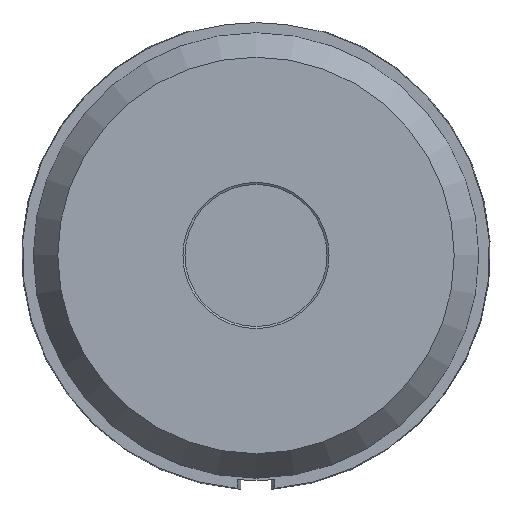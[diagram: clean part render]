
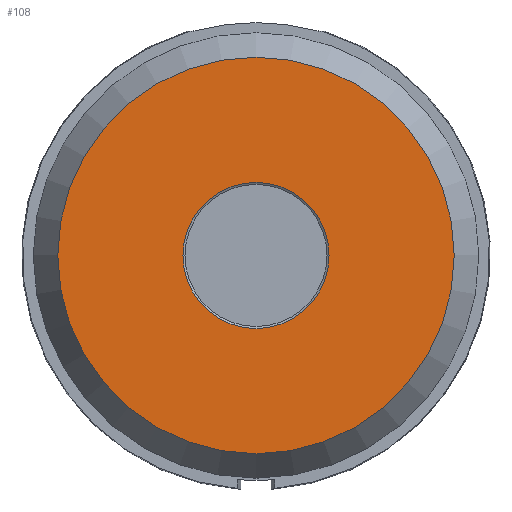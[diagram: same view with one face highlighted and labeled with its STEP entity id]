
A CAD part, front view. The second image highlights one B-rep face of the part: STEP entity #108.
In plain terms, the highlighted planar face has unit normal (0, -1, 0).
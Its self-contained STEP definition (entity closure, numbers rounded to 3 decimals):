
#108=ADVANCED_FACE('',(#128,#129),#130,.F.);
#128=FACE_BOUND('',#163,.T.);
#129=FACE_OUTER_BOUND('',#164,.T.);
#130=PLANE('',#165);
#163=EDGE_LOOP('',(#207));
#164=EDGE_LOOP('',(#208));
#165=AXIS2_PLACEMENT_3D('',#209,#210,#211);
#207=ORIENTED_EDGE('',*,*,#299,.F.);
#208=ORIENTED_EDGE('',*,*,#300,.T.);
#209=CARTESIAN_POINT('',(-13.341,6.772,0.0));
#210=DIRECTION('',(0.0,1.0,0.0));
#211=DIRECTION('',(0.0,0.0,1.0));
#299=EDGE_CURVE('',#333,#333,#334,.T.);
#300=EDGE_CURVE('',#335,#335,#336,.T.);
#333=VERTEX_POINT('',#387);
#334=CIRCLE('',#388,7.186);
#335=VERTEX_POINT('',#389);
#336=CIRCLE('',#390,19.496);
#387=CARTESIAN_POINT('',(0.0,6.772,-7.186));
#388=AXIS2_PLACEMENT_3D('',#445,#446,#447);
#389=CARTESIAN_POINT('',(0.0,6.772,-19.496));
#390=AXIS2_PLACEMENT_3D('',#448,#449,#450);
#445=CARTESIAN_POINT('',(0.0,6.772,0.0));
#446=DIRECTION('',(0.0,-1.0,0.0));
#447=DIRECTION('',(0.0,0.0,-1.0));
#448=CARTESIAN_POINT('',(0.0,6.772,0.0));
#449=DIRECTION('',(0.0,-1.0,0.0));
#450=DIRECTION('',(0.0,0.0,-1.0));
